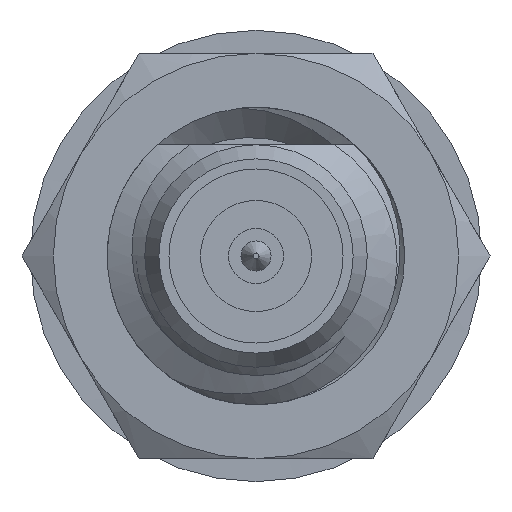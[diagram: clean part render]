
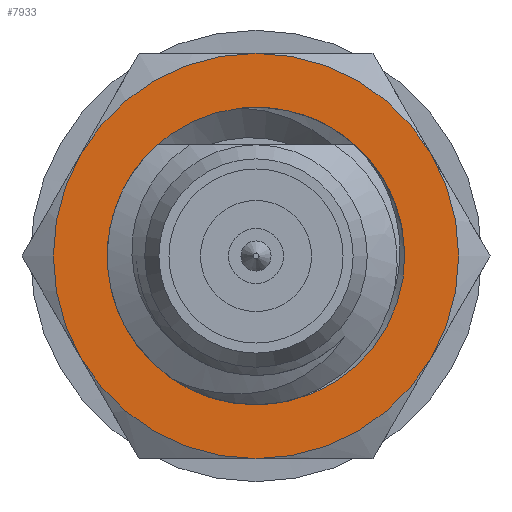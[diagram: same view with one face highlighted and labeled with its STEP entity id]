
A CAD part, left-side view. The second image highlights one B-rep face of the part: STEP entity #7933.
In plain terms, the highlighted planar face has unit normal (-1, 0, 0).
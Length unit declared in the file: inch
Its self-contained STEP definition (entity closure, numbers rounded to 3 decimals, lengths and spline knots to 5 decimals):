
#118 = CARTESIAN_POINT ( 'NONE',  ( 0.23788, 0.08141, 0.047 ) ) ;
#413 = AXIS2_PLACEMENT_3D ( 'NONE', #4738, #7510, #11151 ) ;
#435 = DIRECTION ( 'NONE',  ( -1., 0., 0. ) ) ;
#755 = ORIENTED_EDGE ( 'NONE', *, *, #5161, .T. ) ;
#861 = CARTESIAN_POINT ( 'NONE',  ( 0.23788, 0., -0.094 ) ) ;
#1149 = DIRECTION ( 'NONE',  ( 1., 0., 0. ) ) ;
#1228 = CARTESIAN_POINT ( 'NONE',  ( 0.23788, 0., 0. ) ) ;
#1273 = DIRECTION ( 'NONE',  ( 0., 1., 0. ) ) ;
#1649 = AXIS2_PLACEMENT_3D ( 'NONE', #10101, #11120, #1860 ) ;
#1860 = DIRECTION ( 'NONE',  ( 0., -0.5, 0.866 ) ) ;
#2119 = DIRECTION ( 'NONE',  ( 0., -0.5, 0.866 ) ) ;
#2142 = DIRECTION ( 'NONE',  ( 0., -0.5, 0.866 ) ) ;
#2188 = VERTEX_POINT ( 'NONE', #9479 ) ;
#2462 = ORIENTED_EDGE ( 'NONE', *, *, #3552, .T. ) ;
#2521 = EDGE_LOOP ( 'NONE', ( #3224, #6398 ) ) ;
#2604 = AXIS2_PLACEMENT_3D ( 'NONE', #7635, #4807, #4748 ) ;
#2945 = ORIENTED_EDGE ( 'NONE', *, *, #5005, .F. ) ;
#2991 = CIRCLE ( 'NONE', #6271, 0.094 ) ;
#3095 = PLANE ( 'NONE',  #7033 ) ;
#3130 = CARTESIAN_POINT ( 'NONE',  ( 0.23788, -0.08141, -0.047 ) ) ;
#3224 = ORIENTED_EDGE ( 'NONE', *, *, #6628, .T. ) ;
#3552 = EDGE_CURVE ( 'NONE', #7399, #10864, #9084, .T. ) ;
#3670 = EDGE_CURVE ( 'NONE', #10864, #8658, #3719, .T. ) ;
#3719 = CIRCLE ( 'NONE', #9458, 0.094 ) ;
#3809 = ORIENTED_EDGE ( 'NONE', *, *, #10452, .T. ) ;
#3956 = CARTESIAN_POINT ( 'NONE',  ( 0.23788, 0.00694, 0.06865 ) ) ;
#4004 = FACE_OUTER_BOUND ( 'NONE', #7022, .T. ) ;
#4059 = VERTEX_POINT ( 'NONE', #3130 ) ;
#4162 = CIRCLE ( 'NONE', #7820, 0.069 ) ;
#4181 = AXIS2_PLACEMENT_3D ( 'NONE', #11282, #5652, #2142 ) ;
#4362 = CIRCLE ( 'NONE', #4181, 0.094 ) ;
#4534 = DIRECTION ( 'NONE',  ( 0., -0.5, 0.866 ) ) ;
#4738 = CARTESIAN_POINT ( 'NONE',  ( 0.23788, 0., 0. ) ) ;
#4748 = DIRECTION ( 'NONE',  ( 0., -0.5, 0.866 ) ) ;
#4752 = CIRCLE ( 'NONE', #1649, 0.094 ) ;
#4807 = DIRECTION ( 'NONE',  ( 1., 0., 0. ) ) ;
#4926 = DIRECTION ( 'NONE',  ( 0., -0.5, 0.866 ) ) ;
#5005 = EDGE_CURVE ( 'NONE', #7399, #4059, #7445, .T. ) ;
#5161 = EDGE_CURVE ( 'NONE', #11885, #7573, #4752, .T. ) ;
#5227 = CARTESIAN_POINT ( 'NONE',  ( 0.23788, 0.08141, -0.047 ) ) ;
#5652 = DIRECTION ( 'NONE',  ( -1., 0., 0. ) ) ;
#5932 = DIRECTION ( 'NONE',  ( 1., 0., 0. ) ) ;
#6113 = DIRECTION ( 'NONE',  ( -1., 0., 0. ) ) ;
#6271 = AXIS2_PLACEMENT_3D ( 'NONE', #1228, #435, #4926 ) ;
#6398 = ORIENTED_EDGE ( 'NONE', *, *, #9579, .T. ) ;
#6462 = CIRCLE ( 'NONE', #2604, 0.069 ) ;
#6628 = EDGE_CURVE ( 'NONE', #2188, #6724, #6462, .T. ) ;
#6724 = VERTEX_POINT ( 'NONE', #3956 ) ;
#6775 = CARTESIAN_POINT ( 'NONE',  ( 0.23788, 0.10854, 0. ) ) ;
#6959 = ORIENTED_EDGE ( 'NONE', *, *, #3670, .T. ) ;
#7022 = EDGE_LOOP ( 'NONE', ( #2462, #6959, #3809, #755, #9269, #2945 ) ) ;
#7033 = AXIS2_PLACEMENT_3D ( 'NONE', #6775, #5932, #1273 ) ;
#7387 = CARTESIAN_POINT ( 'NONE',  ( 0.23788, 0., 0.094 ) ) ;
#7399 = VERTEX_POINT ( 'NONE', #10382 ) ;
#7445 = CIRCLE ( 'NONE', #8961, 0.094 ) ;
#7462 = EDGE_CURVE ( 'NONE', #7573, #4059, #2991, .T. ) ;
#7510 = DIRECTION ( 'NONE',  ( -1., 0., 0. ) ) ;
#7573 = VERTEX_POINT ( 'NONE', #861 ) ;
#7635 = CARTESIAN_POINT ( 'NONE',  ( 0.23788, 0., 0. ) ) ;
#7739 = FACE_BOUND ( 'NONE', #2521, .T. ) ;
#7820 = AXIS2_PLACEMENT_3D ( 'NONE', #10881, #11837, #4534 ) ;
#7933 = ADVANCED_FACE ( 'NONE', ( #7739, #4004 ), #3095, .F. ) ;
#8658 = VERTEX_POINT ( 'NONE', #118 ) ;
#8961 = AXIS2_PLACEMENT_3D ( 'NONE', #11258, #1149, #2119 ) ;
#9084 = CIRCLE ( 'NONE', #413, 0.094 ) ;
#9269 = ORIENTED_EDGE ( 'NONE', *, *, #7462, .T. ) ;
#9458 = AXIS2_PLACEMENT_3D ( 'NONE', #11613, #6113, #11556 ) ;
#9479 = CARTESIAN_POINT ( 'NONE',  ( 0.23788, -0.0439, 0.05323 ) ) ;
#9579 = EDGE_CURVE ( 'NONE', #6724, #2188, #4162, .T. ) ;
#10101 = CARTESIAN_POINT ( 'NONE',  ( 0.23788, 0., 0. ) ) ;
#10382 = CARTESIAN_POINT ( 'NONE',  ( 0.23788, -0.08141, 0.047 ) ) ;
#10452 = EDGE_CURVE ( 'NONE', #8658, #11885, #4362, .T. ) ;
#10864 = VERTEX_POINT ( 'NONE', #7387 ) ;
#10881 = CARTESIAN_POINT ( 'NONE',  ( 0.23788, 0., 0. ) ) ;
#11120 = DIRECTION ( 'NONE',  ( -1., 0., 0. ) ) ;
#11151 = DIRECTION ( 'NONE',  ( 0., -0.5, 0.866 ) ) ;
#11258 = CARTESIAN_POINT ( 'NONE',  ( 0.23788, 0., 0. ) ) ;
#11282 = CARTESIAN_POINT ( 'NONE',  ( 0.23788, 0., 0. ) ) ;
#11556 = DIRECTION ( 'NONE',  ( 0., -0.5, 0.866 ) ) ;
#11613 = CARTESIAN_POINT ( 'NONE',  ( 0.23788, 0., 0. ) ) ;
#11837 = DIRECTION ( 'NONE',  ( 1., 0., 0. ) ) ;
#11885 = VERTEX_POINT ( 'NONE', #5227 ) ;
